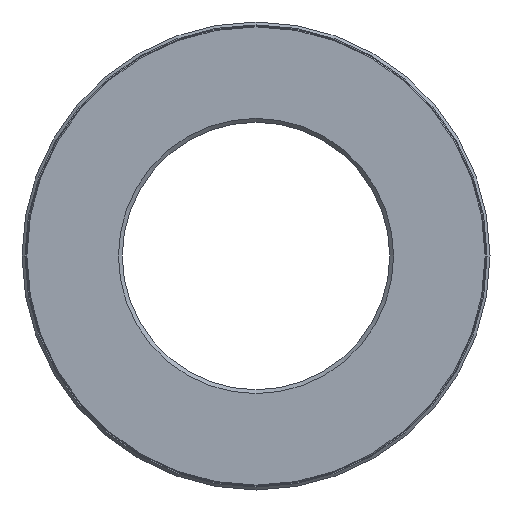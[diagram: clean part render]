
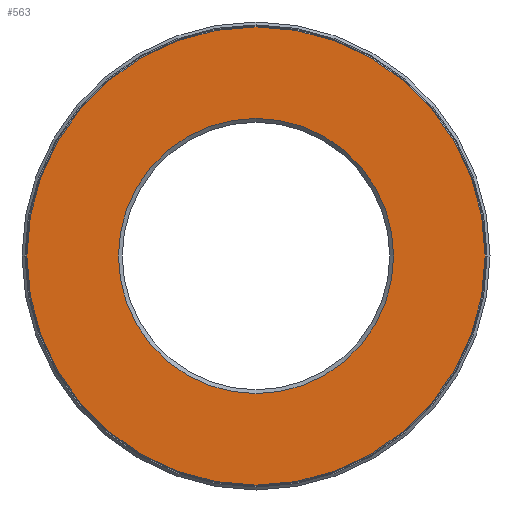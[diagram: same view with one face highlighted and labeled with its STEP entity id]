
A CAD part, front view. The second image highlights one B-rep face of the part: STEP entity #563.
In plain terms, the highlighted planar face has unit normal (0, -1, 0).
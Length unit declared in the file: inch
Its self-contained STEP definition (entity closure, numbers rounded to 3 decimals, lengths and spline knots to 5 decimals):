
#13 = VERTEX_POINT ( 'NONE', #268 ) ;
#17 = DIRECTION ( 'NONE',  ( 0., 1., 0. ) ) ;
#26 = DIRECTION ( 'NONE',  ( 0., 0., 1. ) ) ;
#28 = CARTESIAN_POINT ( 'NONE',  ( 0., 0., 0. ) ) ;
#60 = FACE_BOUND ( 'NONE', #446, .T. ) ;
#82 = DIRECTION ( 'NONE',  ( 0., 1., 0. ) ) ;
#84 = AXIS2_PLACEMENT_3D ( 'NONE', #406, #82, #274 ) ;
#85 = EDGE_LOOP ( 'NONE', ( #254 ) ) ;
#96 = FACE_OUTER_BOUND ( 'NONE', #85, .T. ) ;
#164 = DIRECTION ( 'NONE',  ( 0., 1., 0. ) ) ;
#173 = CARTESIAN_POINT ( 'NONE',  ( 0., 0., 1.17813 ) ) ;
#187 = AXIS2_PLACEMENT_3D ( 'NONE', #28, #164, #581 ) ;
#212 = AXIS2_PLACEMENT_3D ( 'NONE', #583, #17, #26 ) ;
#254 = ORIENTED_EDGE ( 'NONE', *, *, #401, .F. ) ;
#268 = CARTESIAN_POINT ( 'NONE',  ( 0., 0., 0.7075 ) ) ;
#274 = DIRECTION ( 'NONE',  ( 0., 0., 1. ) ) ;
#292 = CIRCLE ( 'NONE', #187, 1.17813 ) ;
#316 = PLANE ( 'NONE',  #84 ) ;
#401 = EDGE_CURVE ( 'NONE', #504, #504, #292, .T. ) ;
#406 = CARTESIAN_POINT ( 'NONE',  ( 0., 0., 0. ) ) ;
#425 = EDGE_CURVE ( 'NONE', #13, #13, #551, .T. ) ;
#446 = EDGE_LOOP ( 'NONE', ( #487 ) ) ;
#487 = ORIENTED_EDGE ( 'NONE', *, *, #425, .T. ) ;
#504 = VERTEX_POINT ( 'NONE', #173 ) ;
#551 = CIRCLE ( 'NONE', #212, 0.7075 ) ;
#563 = ADVANCED_FACE ( 'NONE', ( #96, #60 ), #316, .F. ) ;
#581 = DIRECTION ( 'NONE',  ( 0., 0., 1. ) ) ;
#583 = CARTESIAN_POINT ( 'NONE',  ( 0., 0., 0. ) ) ;
